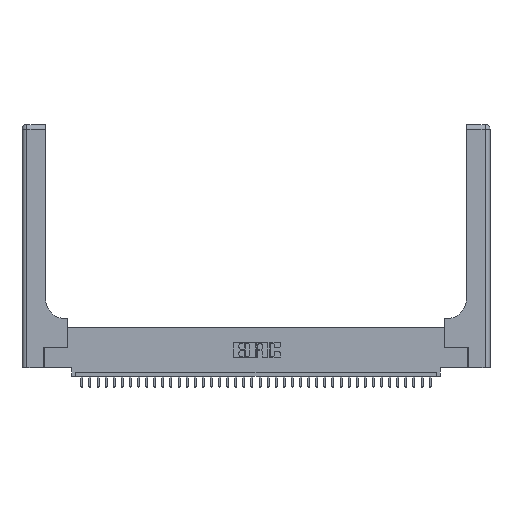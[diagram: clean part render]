
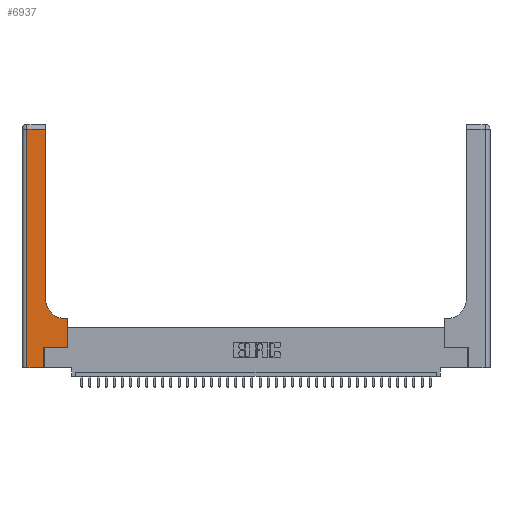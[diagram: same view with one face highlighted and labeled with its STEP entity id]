
A CAD part, top view. The second image highlights one B-rep face of the part: STEP entity #6937.
In plain terms, the highlighted planar face has unit normal (0, 0, 1).
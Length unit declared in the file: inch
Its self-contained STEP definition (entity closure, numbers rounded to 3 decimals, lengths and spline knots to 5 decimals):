
#543 = CARTESIAN_POINT ( 'NONE',  ( 0.2915, 0.85, 0.37 ) ) ;
#599 = LINE ( 'NONE', #29823, #1059 ) ;
#1059 = VECTOR ( 'NONE', #3158, 39.37008 ) ;
#2245 = VERTEX_POINT ( 'NONE', #22391 ) ;
#2285 = EDGE_CURVE ( 'NONE', #2245, #6956, #6767, .T. ) ;
#3054 = EDGE_CURVE ( 'NONE', #38023, #15145, #27028, .T. ) ;
#3158 = DIRECTION ( 'NONE',  ( 0., 1., 0. ) ) ;
#5089 = AXIS2_PLACEMENT_3D ( 'NONE', #26883, #29360, #24155 ) ;
#5351 = EDGE_LOOP ( 'NONE', ( #36980, #11293, #6640, #26305, #23116, #15553, #6460, #16455, #32877 ) ) ;
#5550 = LINE ( 'NONE', #35344, #36925 ) ;
#6012 = LINE ( 'NONE', #17579, #23037 ) ;
#6068 = CARTESIAN_POINT ( 'NONE',  ( 0.269, 0.25, 0.37 ) ) ;
#6109 = EDGE_CURVE ( 'NONE', #11518, #38023, #15985, .T. ) ;
#6460 = ORIENTED_EDGE ( 'NONE', *, *, #6109, .T. ) ;
#6640 = ORIENTED_EDGE ( 'NONE', *, *, #9445, .T. ) ;
#6767 = LINE ( 'NONE', #28596, #22460 ) ;
#6937 = ADVANCED_FACE ( 'NONE', ( #13102 ), #7954, .F. ) ;
#6956 = VERTEX_POINT ( 'NONE', #19722 ) ;
#7543 = DIRECTION ( 'NONE',  ( -1., 0., 0. ) ) ;
#7954 = PLANE ( 'NONE',  #15291 ) ;
#8011 = DIRECTION ( 'NONE',  ( -1., 0., 0. ) ) ;
#9128 = VERTEX_POINT ( 'NONE', #18855 ) ;
#9445 = EDGE_CURVE ( 'NONE', #9128, #35482, #5550, .T. ) ;
#11113 = VERTEX_POINT ( 'NONE', #37763 ) ;
#11293 = ORIENTED_EDGE ( 'NONE', *, *, #18523, .T. ) ;
#11518 = VERTEX_POINT ( 'NONE', #21752 ) ;
#12215 = VECTOR ( 'NONE', #7543, 39.37008 ) ;
#12370 = EDGE_CURVE ( 'NONE', #15431, #11113, #599, .T. ) ;
#13102 = FACE_OUTER_BOUND ( 'NONE', #5351, .T. ) ;
#13468 = CARTESIAN_POINT ( 'NONE',  ( 0.5415, 0.6, 0.37 ) ) ;
#13619 = CARTESIAN_POINT ( 'NONE',  ( 0.5585, 0.6, 0.37 ) ) ;
#13764 = DIRECTION ( 'NONE',  ( 0., 0., -1. ) ) ;
#14685 = VECTOR ( 'NONE', #26693, 39.37008 ) ;
#14840 = EDGE_CURVE ( 'NONE', #6956, #11518, #16048, .T. ) ;
#15145 = VERTEX_POINT ( 'NONE', #13468 ) ;
#15291 = AXIS2_PLACEMENT_3D ( 'NONE', #19864, #13764, #19336 ) ;
#15431 = VERTEX_POINT ( 'NONE', #543 ) ;
#15553 = ORIENTED_EDGE ( 'NONE', *, *, #14840, .T. ) ;
#15985 = LINE ( 'NONE', #30759, #31684 ) ;
#16048 = LINE ( 'NONE', #6068, #14685 ) ;
#16455 = ORIENTED_EDGE ( 'NONE', *, *, #3054, .T. ) ;
#17579 = CARTESIAN_POINT ( 'NONE',  ( 0., 0., 0.37 ) ) ;
#17793 = DIRECTION ( 'NONE',  ( 0., -1., 0. ) ) ;
#18523 = EDGE_CURVE ( 'NONE', #11113, #9128, #25387, .T. ) ;
#18673 = EDGE_CURVE ( 'NONE', #35482, #2245, #6012, .T. ) ;
#18855 = CARTESIAN_POINT ( 'NONE',  ( 0.06, 2.94, 0.37 ) ) ;
#19336 = DIRECTION ( 'NONE',  ( -1., 0., 0. ) ) ;
#19722 = CARTESIAN_POINT ( 'NONE',  ( 0.269, 0.25, 0.37 ) ) ;
#19864 = CARTESIAN_POINT ( 'NONE',  ( 0., 3., 0.37 ) ) ;
#21068 = DIRECTION ( 'NONE',  ( 1., 0., 0. ) ) ;
#21752 = CARTESIAN_POINT ( 'NONE',  ( 0.5585, 0.25, 0.37 ) ) ;
#22152 = CIRCLE ( 'NONE', #5089, 0.25 ) ;
#22391 = CARTESIAN_POINT ( 'NONE',  ( 0.269, 0., 0.37 ) ) ;
#22460 = VECTOR ( 'NONE', #25366, 39.37008 ) ;
#22614 = VECTOR ( 'NONE', #8011, 39.37008 ) ;
#23037 = VECTOR ( 'NONE', #21068, 39.37008 ) ;
#23116 = ORIENTED_EDGE ( 'NONE', *, *, #2285, .T. ) ;
#24155 = DIRECTION ( 'NONE',  ( 1., 0., 0. ) ) ;
#25231 = EDGE_CURVE ( 'NONE', #15145, #15431, #22152, .T. ) ;
#25366 = DIRECTION ( 'NONE',  ( 0., 1., 0. ) ) ;
#25387 = LINE ( 'NONE', #38104, #22614 ) ;
#26305 = ORIENTED_EDGE ( 'NONE', *, *, #18673, .T. ) ;
#26693 = DIRECTION ( 'NONE',  ( 1., 0., 0. ) ) ;
#26883 = CARTESIAN_POINT ( 'NONE',  ( 0.5415, 0.85, 0.37 ) ) ;
#27028 = LINE ( 'NONE', #36981, #12215 ) ;
#28596 = CARTESIAN_POINT ( 'NONE',  ( 0.269, 0., 0.37 ) ) ;
#29360 = DIRECTION ( 'NONE',  ( 0., 0., -1. ) ) ;
#29823 = CARTESIAN_POINT ( 'NONE',  ( 0.2915, 3., 0.37 ) ) ;
#30538 = CARTESIAN_POINT ( 'NONE',  ( 0.06, 0., 0.37 ) ) ;
#30759 = CARTESIAN_POINT ( 'NONE',  ( 0.5585, 0.25, 0.37 ) ) ;
#31684 = VECTOR ( 'NONE', #33840, 39.37008 ) ;
#32877 = ORIENTED_EDGE ( 'NONE', *, *, #25231, .T. ) ;
#33840 = DIRECTION ( 'NONE',  ( 0., 1., 0. ) ) ;
#35344 = CARTESIAN_POINT ( 'NONE',  ( 0.06, 3., 0.37 ) ) ;
#35482 = VERTEX_POINT ( 'NONE', #30538 ) ;
#36925 = VECTOR ( 'NONE', #17793, 39.37008 ) ;
#36980 = ORIENTED_EDGE ( 'NONE', *, *, #12370, .T. ) ;
#36981 = CARTESIAN_POINT ( 'NONE',  ( 0.2915, 0.6, 0.37 ) ) ;
#37763 = CARTESIAN_POINT ( 'NONE',  ( 0.2915, 2.94, 0.37 ) ) ;
#38023 = VERTEX_POINT ( 'NONE', #13619 ) ;
#38104 = CARTESIAN_POINT ( 'NONE',  ( 0., 2.94, 0.37 ) ) ;
